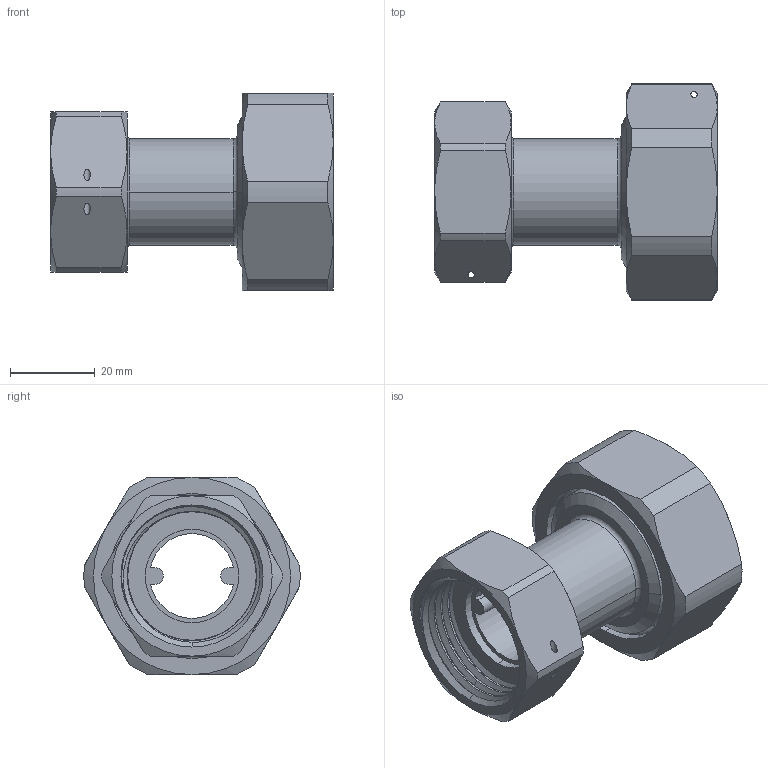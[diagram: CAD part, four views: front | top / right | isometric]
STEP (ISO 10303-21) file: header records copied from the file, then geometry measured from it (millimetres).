
FILE_DESCRIPTION(/* description */ ('Unknown','CAx-IF Rec.Pracs.---Representation and Presentation of Product Manufacturing Information (PMI)---4.0---2014-10-13','CAx-IF Rec.Pracs.---3D Tessellated Geometry---0.4---2014-09-14','2;1'),/* implementation_level */ '2;1');
FILE_NAME(/* name */ '98000729-67',/* time_stamp */ '2023-12-15T09:19:31+01:00',/* author */ ('Unknown'),/* organization */ ('Unknown'),/* preprocessor_version */ 'ST-DEVELOPER v18.102',/* originating_system */ 'Solid Edge',/* authorisation */ 'Unknown');
FILE_SCHEMA (('AP242_MANAGED_MODEL_BASED_3D_ENGINEERING_MIM_LF { 1 0 10303 442 1 1 4 }'));
Length unit declared in the file: millimetre
Products named in the file (8): 98000729-67; FJ1601192206V; VJ0115216106V; VT19000606; VT13013306; VJ0115216107V; VT19000607; VT13013307
Assembly tree (7 placements, depth 2):
  98000729-67
    FJ1601192206V
    VJ0115216106V
    VT19000606
    VT13013306
    VJ0115216107V
    VT19000607
    VT13013307
Bounding box: 66.65 x 50.97 x 46.5 mm (x, y, z)
Volume: 37554.5 mm3; surface area: 27088.1 mm2
Topology: 7 solids, 7 shells, 171 faces, 404 edges, 248 vertices
Faces by surface type: cylinder 66, cone 44, plane 43, bspline 12, torus 6
Entity records: 8659 total; most frequent: CARTESIAN_POINT 4748, ORIENTED_EDGE 808, DIRECTION 748, EDGE_CURVE 404, AXIS2_PLACEMENT_3D 309, VERTEX_POINT 248, EDGE_LOOP 186, FACE_BOUND 186
